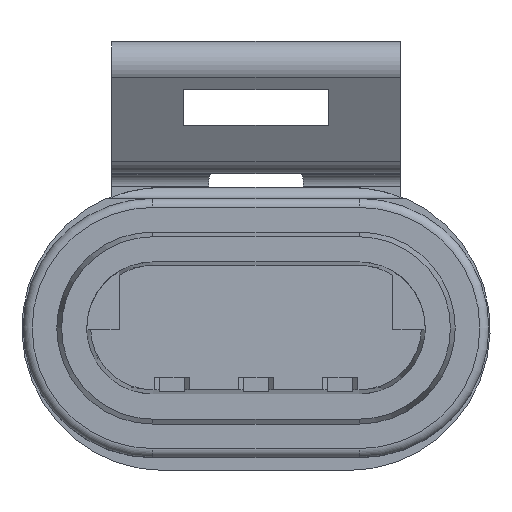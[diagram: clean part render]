
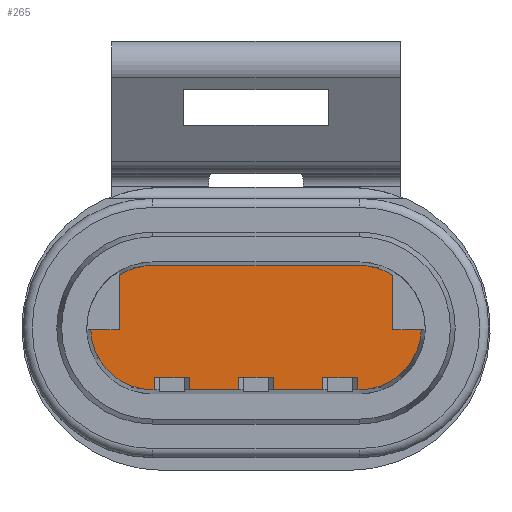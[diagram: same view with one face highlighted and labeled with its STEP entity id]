
A CAD part, top view. The second image highlights one B-rep face of the part: STEP entity #265.
In plain terms, the highlighted planar face has unit normal (0, 0, 1).
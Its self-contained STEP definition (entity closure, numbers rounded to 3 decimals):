
#165=CIRCLE('',#2210,2.589);
#166=CIRCLE('',#2211,2.589);
#167=CIRCLE('',#2212,2.589);
#168=CIRCLE('',#2213,2.589);
#265=ADVANCED_FACE('',(#437),#354,.T.);
#354=PLANE('',#2214);
#437=FACE_OUTER_BOUND('',#553,.T.);
#553=EDGE_LOOP('',(#879,#880,#881,#882,#883,#884,#885,#886,#887,#888,#889,
#890,#891,#892,#893,#894,#895,#896,#897,#898,#899,#900));
#879=ORIENTED_EDGE('',*,*,#1554,.T.);
#880=ORIENTED_EDGE('',*,*,#1555,.F.);
#881=ORIENTED_EDGE('',*,*,#1556,.T.);
#882=ORIENTED_EDGE('',*,*,#1557,.T.);
#883=ORIENTED_EDGE('',*,*,#1522,.T.);
#884=ORIENTED_EDGE('',*,*,#1519,.T.);
#885=ORIENTED_EDGE('',*,*,#1531,.F.);
#886=ORIENTED_EDGE('',*,*,#1558,.T.);
#887=ORIENTED_EDGE('',*,*,#1533,.T.);
#888=ORIENTED_EDGE('',*,*,#1509,.T.);
#889=ORIENTED_EDGE('',*,*,#1542,.F.);
#890=ORIENTED_EDGE('',*,*,#1559,.F.);
#891=ORIENTED_EDGE('',*,*,#1545,.T.);
#892=ORIENTED_EDGE('',*,*,#1505,.F.);
#893=ORIENTED_EDGE('',*,*,#1553,.F.);
#894=ORIENTED_EDGE('',*,*,#1560,.F.);
#895=ORIENTED_EDGE('',*,*,#1561,.F.);
#896=ORIENTED_EDGE('',*,*,#1562,.F.);
#897=ORIENTED_EDGE('',*,*,#1563,.F.);
#898=ORIENTED_EDGE('',*,*,#1564,.F.);
#899=ORIENTED_EDGE('',*,*,#1565,.F.);
#900=ORIENTED_EDGE('',*,*,#1566,.T.);
#1275=VERTEX_POINT('',#3118);
#1276=VERTEX_POINT('',#3120);
#1279=VERTEX_POINT('',#3128);
#1280=VERTEX_POINT('',#3129);
#1289=VERTEX_POINT('',#3148);
#1290=VERTEX_POINT('',#3150);
#1292=VERTEX_POINT('',#3156);
#1296=VERTEX_POINT('',#3172);
#1298=VERTEX_POINT('',#3178);
#1302=VERTEX_POINT('',#3194);
#1304=VERTEX_POINT('',#3199);
#1308=VERTEX_POINT('',#3216);
#1309=VERTEX_POINT('',#3220);
#1310=VERTEX_POINT('',#3221);
#1311=VERTEX_POINT('',#3223);
#1312=VERTEX_POINT('',#3225);
#1313=VERTEX_POINT('',#3230);
#1314=VERTEX_POINT('',#3232);
#1315=VERTEX_POINT('',#3234);
#1316=VERTEX_POINT('',#3236);
#1317=VERTEX_POINT('',#3238);
#1318=VERTEX_POINT('',#3240);
#1505=EDGE_CURVE('',#1275,#1276,#1761,.T.);
#1509=EDGE_CURVE('',#1279,#1280,#1765,.T.);
#1519=EDGE_CURVE('',#1290,#1289,#1775,.T.);
#1522=EDGE_CURVE('',#1292,#1290,#1778,.T.);
#1531=EDGE_CURVE('',#1296,#1289,#1787,.T.);
#1533=EDGE_CURVE('',#1298,#1279,#1789,.T.);
#1542=EDGE_CURVE('',#1302,#1280,#1798,.T.);
#1545=EDGE_CURVE('',#1304,#1276,#1801,.T.);
#1553=EDGE_CURVE('',#1308,#1275,#1809,.T.);
#1554=EDGE_CURVE('',#1309,#1310,#1810,.T.);
#1555=EDGE_CURVE('',#1311,#1310,#1811,.T.);
#1556=EDGE_CURVE('',#1311,#1312,#165,.T.);
#1557=EDGE_CURVE('',#1312,#1292,#1812,.T.);
#1558=EDGE_CURVE('',#1296,#1298,#1813,.T.);
#1559=EDGE_CURVE('',#1304,#1302,#1814,.T.);
#1560=EDGE_CURVE('',#1313,#1308,#1815,.T.);
#1561=EDGE_CURVE('',#1314,#1313,#166,.T.);
#1562=EDGE_CURVE('',#1315,#1314,#1816,.T.);
#1563=EDGE_CURVE('',#1316,#1315,#1817,.T.);
#1564=EDGE_CURVE('',#1317,#1316,#167,.T.);
#1565=EDGE_CURVE('',#1318,#1317,#1818,.T.);
#1566=EDGE_CURVE('',#1318,#1309,#168,.T.);
#1761=LINE('',#3119,#1961);
#1765=LINE('',#3127,#1965);
#1775=LINE('',#3149,#1975);
#1778=LINE('',#3155,#1978);
#1787=LINE('',#3173,#1987);
#1789=LINE('',#3177,#1989);
#1798=LINE('',#3195,#1998);
#1801=LINE('',#3201,#2001);
#1809=LINE('',#3217,#2009);
#1810=LINE('',#3219,#2010);
#1811=LINE('',#3222,#2011);
#1812=LINE('',#3226,#2012);
#1813=LINE('',#3227,#2013);
#1814=LINE('',#3228,#2014);
#1815=LINE('',#3229,#2015);
#1816=LINE('',#3233,#2016);
#1817=LINE('',#3235,#2017);
#1818=LINE('',#3239,#2018);
#1961=VECTOR('',#2533,1.);
#1965=VECTOR('',#2539,1.);
#1975=VECTOR('',#2551,1.);
#1978=VECTOR('',#2556,1.);
#1987=VECTOR('',#2573,1.);
#1989=VECTOR('',#2577,1.);
#1998=VECTOR('',#2594,1.);
#2001=VECTOR('',#2599,1.);
#2009=VECTOR('',#2615,1.);
#2010=VECTOR('',#2618,1.);
#2011=VECTOR('',#2619,1.);
#2012=VECTOR('',#2622,1.);
#2013=VECTOR('',#2623,1.);
#2014=VECTOR('',#2624,1.);
#2015=VECTOR('',#2625,1.);
#2016=VECTOR('',#2628,1.);
#2017=VECTOR('',#2629,1.);
#2018=VECTOR('',#2632,1.);
#2210=AXIS2_PLACEMENT_3D('',#3224,#2620,#2621);
#2211=AXIS2_PLACEMENT_3D('',#3231,#2626,#2627);
#2212=AXIS2_PLACEMENT_3D('',#3237,#2630,#2631);
#2213=AXIS2_PLACEMENT_3D('',#3241,#2633,#2634);
#2214=AXIS2_PLACEMENT_3D('',#3242,#2635,#2636);
#2533=DIRECTION('',(-1.,0.,0.));
#2539=DIRECTION('',(1.,0.,0.));
#2551=DIRECTION('',(1.,0.,0.));
#2556=DIRECTION('',(0.,1.,0.));
#2573=DIRECTION('',(0.,1.,0.));
#2577=DIRECTION('',(0.,1.,0.));
#2594=DIRECTION('',(0.,1.,0.));
#2599=DIRECTION('',(0.,1.,0.));
#2615=DIRECTION('',(0.,1.,0.));
#2618=DIRECTION('',(0.,-1.,0.));
#2619=DIRECTION('',(1.,0.,0.));
#2620=DIRECTION('',(0.,0.,1.));
#2621=DIRECTION('',(1.,0.,0.));
#2622=DIRECTION('',(1.,0.,0.));
#2623=DIRECTION('',(1.,0.,0.));
#2624=DIRECTION('',(-1.,0.,0.));
#2625=DIRECTION('',(-1.,0.,0.));
#2626=DIRECTION('',(0.,0.,-1.));
#2627=DIRECTION('',(-1.,0.,0.));
#2628=DIRECTION('',(1.,0.,0.));
#2629=DIRECTION('',(0.,-1.,0.));
#2630=DIRECTION('',(0.,0.,-1.));
#2631=DIRECTION('',(-1.,0.,0.));
#2632=DIRECTION('',(1.,0.,0.));
#2633=DIRECTION('',(0.,0.,1.));
#2634=DIRECTION('',(1.,0.,0.));
#2635=DIRECTION('',(0.,0.,1.));
#2636=DIRECTION('',(1.,0.,0.));
#3118=CARTESIAN_POINT('',(4.225,-2.089,7.6));
#3119=CARTESIAN_POINT('',(-4.3,-2.089,7.6));
#3120=CARTESIAN_POINT('',(2.775,-2.089,7.6));
#3127=CARTESIAN_POINT('',(4.3,-2.089,7.6));
#3128=CARTESIAN_POINT('',(-0.725,-2.089,7.6));
#3129=CARTESIAN_POINT('',(0.725,-2.089,7.6));
#3148=CARTESIAN_POINT('',(-2.775,-2.089,7.6));
#3149=CARTESIAN_POINT('',(4.3,-2.089,7.6));
#3150=CARTESIAN_POINT('',(-4.225,-2.089,7.6));
#3155=CARTESIAN_POINT('',(-4.225,-2.589,7.6));
#3156=CARTESIAN_POINT('',(-4.225,-2.589,7.6));
#3172=CARTESIAN_POINT('',(-2.775,-2.589,7.6));
#3173=CARTESIAN_POINT('',(-2.775,-2.589,7.6));
#3177=CARTESIAN_POINT('',(-0.725,-2.589,7.6));
#3178=CARTESIAN_POINT('',(-0.725,-2.589,7.6));
#3194=CARTESIAN_POINT('',(0.725,-2.589,7.6));
#3195=CARTESIAN_POINT('',(0.725,-2.589,7.6));
#3199=CARTESIAN_POINT('',(2.775,-2.589,7.6));
#3201=CARTESIAN_POINT('',(2.775,-2.589,7.6));
#3216=CARTESIAN_POINT('',(4.225,-2.589,7.6));
#3217=CARTESIAN_POINT('',(4.225,-2.589,7.6));
#3219=CARTESIAN_POINT('',(-5.7,0.,7.6));
#3220=CARTESIAN_POINT('',(-5.7,2.178,7.6));
#3221=CARTESIAN_POINT('',(-5.7,-0.089,7.6));
#3222=CARTESIAN_POINT('',(-4.3,-0.089,7.6));
#3223=CARTESIAN_POINT('',(-6.887,-0.089,7.6));
#3224=CARTESIAN_POINT('',(-4.3,0.,7.6));
#3225=CARTESIAN_POINT('',(-4.3,-2.589,7.6));
#3226=CARTESIAN_POINT('',(4.3,-2.589,7.6));
#3227=CARTESIAN_POINT('',(4.3,-2.589,7.6));
#3228=CARTESIAN_POINT('',(-4.3,-2.589,7.6));
#3229=CARTESIAN_POINT('',(-4.3,-2.589,7.6));
#3230=CARTESIAN_POINT('',(4.3,-2.589,7.6));
#3231=CARTESIAN_POINT('',(4.3,0.,7.6));
#3232=CARTESIAN_POINT('',(6.887,-0.089,7.6));
#3233=CARTESIAN_POINT('',(-4.3,-0.089,7.6));
#3234=CARTESIAN_POINT('',(5.7,-0.089,7.6));
#3235=CARTESIAN_POINT('',(5.7,0.,7.6));
#3236=CARTESIAN_POINT('',(5.7,2.178,7.6));
#3237=CARTESIAN_POINT('',(4.3,0.,7.6));
#3238=CARTESIAN_POINT('',(4.3,2.589,7.6));
#3239=CARTESIAN_POINT('',(0.,2.589,7.6));
#3240=CARTESIAN_POINT('',(-4.3,2.589,7.6));
#3241=CARTESIAN_POINT('',(-4.3,0.,7.6));
#3242=CARTESIAN_POINT('',(4.3,0.,7.6));
